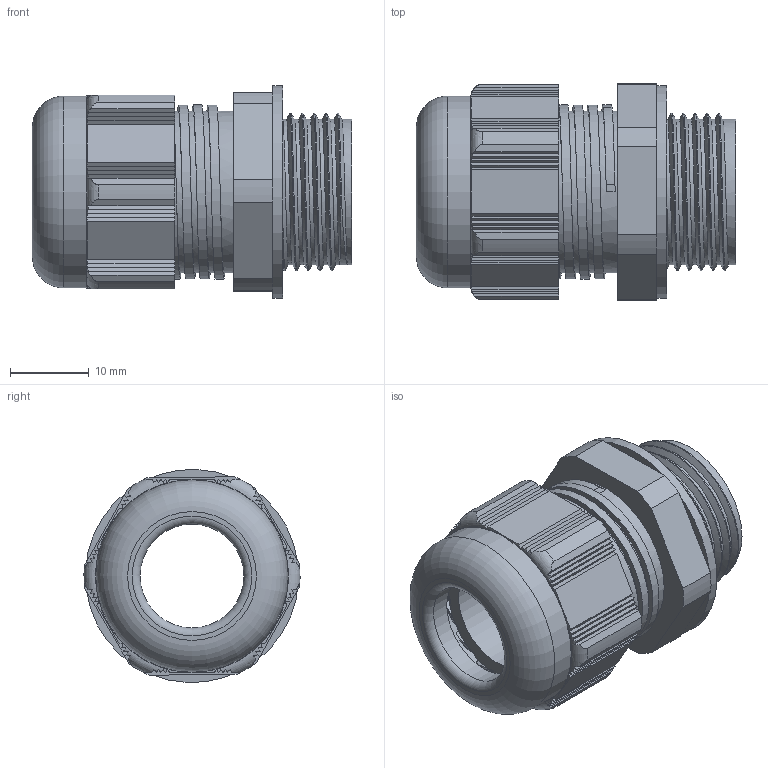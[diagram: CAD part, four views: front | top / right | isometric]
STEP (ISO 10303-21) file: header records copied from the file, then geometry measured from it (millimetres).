
FILE_DESCRIPTION(/* description */ ('Euro-Top X3 HI Poylamid M Stutzen'),/* implementation_level */ '2;1');
FILE_NAME(/* name */ 'Euro-Top-X3HI-01-BG-0001-85084520X3HI.stp',/* time_stamp */ '2015-03-03T11:02:33+01:00',/* author */ ('sl'),/* organization */ (''),/* preprocessor_version */ 'ST-DEVELOPER v15.2',/* originating_system */ 'Autodesk Inventor 2014',/* authorisation */ '');
FILE_SCHEMA (('AUTOMOTIVE_DESIGN { 1 0 10303 214 3 1 1 }'));
Length unit declared in the file: millimetre
Products named in the file (5): Euro-Top-X3HI-01-BT-0001-85084520X3HI; Euro-Top-X3HI-01-BT-0002-85084520X3HI; Euro-Top-X3HI-01-BT-0003-85084520X3HI; Euro-Top-X3HI-01-BT-0004-85084520X3HI; Euro-Top-X3HI-01-BG-0001-85084520X3HI
Assembly tree (4 placements, depth 2):
  Euro-Top-X3HI-01-BG-0001-85084520X3HI
    Euro-Top-X3HI-01-BT-0001-85084520X3HI
    Euro-Top-X3HI-01-BT-0002-85084520X3HI
    Euro-Top-X3HI-01-BT-0003-85084520X3HI
    Euro-Top-X3HI-01-BT-0004-85084520X3HI
Bounding box: 40.43 x 27.35 x 26.96 mm (x, y, z)
Volume: 10234 mm3; surface area: 11386.2 mm2
Topology: 4 solids, 4 shells, 363 faces, 1009 edges, 660 vertices
Faces by surface type: plane 194, cylinder 88, bspline 34, torus 31, cone 16
Full cylindrical faces by diameter (mm): 13.14 x1, 13.34 x1, 13.42 x1, 13.95 x1, 16.58 x1, 17.08 x1, 18.448 x5, 19.77 x1, 20.27 x1, 20.48 x5, 21.86 x5, 24.3 x1, 26.99 x1
Entity records: 15135 total; most frequent: CARTESIAN_POINT 6611, ORIENTED_EDGE 1884, DIRECTION 1561, EDGE_CURVE 941, VERTEX_POINT 627, AXIS2_PLACEMENT_3D 547, LINE 467, VECTOR 467
